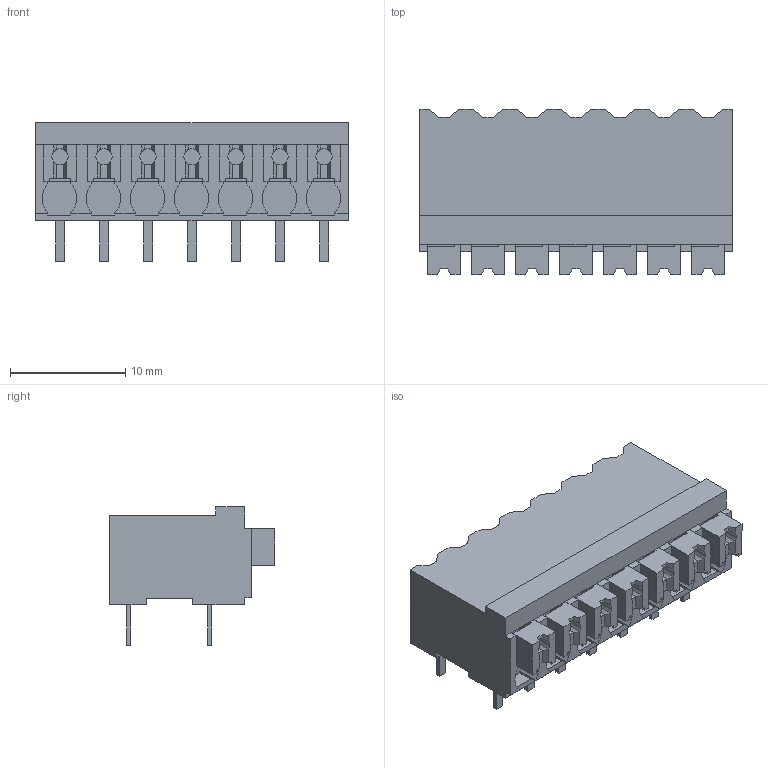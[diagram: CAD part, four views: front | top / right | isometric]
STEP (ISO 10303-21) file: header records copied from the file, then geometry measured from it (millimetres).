
FILE_DESCRIPTION(('CATIA V5 STEP Exchange','CAx-IF Rec.Pracs.--- Model Styling and Organization---1.2---2011-12-15'),'2;1');
FILE_NAME ('D1456790_0', '2018-03-22T09:57:12+00:00', ('none'), ('Weidmueller'), 'CATIA Version 5-6 Release 2014', 'CATIA V5 STEP AP214', 'none');
FILE_SCHEMA(('AUTOMOTIVE_DESIGN { 1 0 10303 214 1 1 1 1 }'));
Length unit declared in the file: millimetre
Products named in the file (1): 1824690000
Bounding box: 27.06 x 14.3 x 12 mm (x, y, z)
Volume: 2323.4 mm3; surface area: 2269.6 mm2
Topology: 22 solids, 22 shells, 548 faces, 1534 edges, 1023 vertices
Faces by surface type: plane 464, cylinder 84
Entity records: 16968 total; most frequent: CARTESIAN_POINT 3173, ORIENTED_EDGE 3068, DIRECTION 2204, EDGE_CURVE 1534, VECTOR 1359, LINE 1359, VERTEX_POINT 1023, EDGE_LOOP 555
